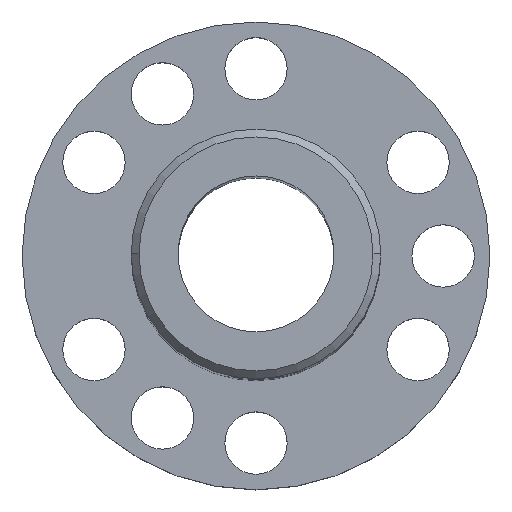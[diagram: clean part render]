
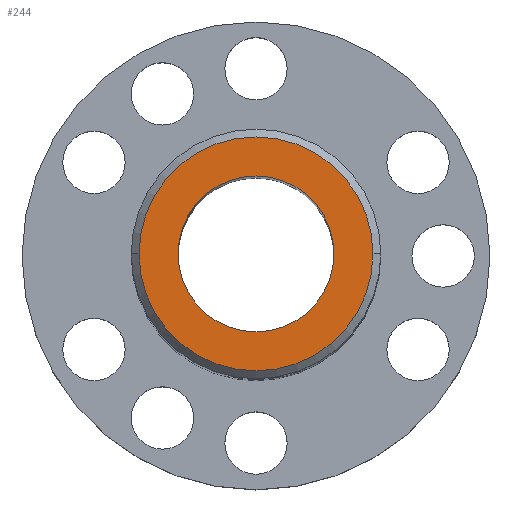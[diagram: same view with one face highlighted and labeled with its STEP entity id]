
A CAD part, top view. The second image highlights one B-rep face of the part: STEP entity #244.
In plain terms, the highlighted planar face has unit normal (0, 0, 1).
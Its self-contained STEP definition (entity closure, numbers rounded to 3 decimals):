
#6 = EDGE_LOOP ( 'NONE', ( #1266, #231 ) ) ;
#63 = EDGE_CURVE ( 'NONE', #404, #253, #1364, .T. ) ;
#73 = CARTESIAN_POINT ( 'NONE',  ( 7.5, 0., 80. ) ) ;
#82 = CARTESIAN_POINT ( 'NONE',  ( 0., 0., 80. ) ) ;
#93 = DIRECTION ( 'NONE',  ( 0., 0., 1. ) ) ;
#96 = CARTESIAN_POINT ( 'NONE',  ( 0., 0., 80. ) ) ;
#101 = CIRCLE ( 'NONE', #887, 7.5 ) ;
#146 = EDGE_CURVE ( 'NONE', #253, #404, #777, .T. ) ;
#155 = AXIS2_PLACEMENT_3D ( 'NONE', #218, #93, #1372 ) ;
#216 = CARTESIAN_POINT ( 'NONE',  ( 5., 0., 80. ) ) ;
#218 = CARTESIAN_POINT ( 'NONE',  ( 0., 0., 80. ) ) ;
#231 = ORIENTED_EDGE ( 'NONE', *, *, #785, .T. ) ;
#244 = ADVANCED_FACE ( 'NONE', ( #771, #880 ), #352, .T. ) ;
#253 = VERTEX_POINT ( 'NONE', #500 ) ;
#352 = PLANE ( 'NONE',  #1109 ) ;
#404 = VERTEX_POINT ( 'NONE', #216 ) ;
#430 = AXIS2_PLACEMENT_3D ( 'NONE', #1164, #532, #466 ) ;
#466 = DIRECTION ( 'NONE',  ( 1., 0., 0. ) ) ;
#500 = CARTESIAN_POINT ( 'NONE',  ( -5., 0., 80. ) ) ;
#532 = DIRECTION ( 'NONE',  ( 0., 0., 1. ) ) ;
#537 = DIRECTION ( 'NONE',  ( 1., 0., 0. ) ) ;
#564 = DIRECTION ( 'NONE',  ( 0., 0., 1. ) ) ;
#771 = FACE_OUTER_BOUND ( 'NONE', #6, .T. ) ;
#777 = CIRCLE ( 'NONE', #430, 5. ) ;
#785 = EDGE_CURVE ( 'NONE', #851, #807, #1292, .T. ) ;
#793 = AXIS2_PLACEMENT_3D ( 'NONE', #82, #1132, #1261 ) ;
#807 = VERTEX_POINT ( 'NONE', #1124 ) ;
#851 = VERTEX_POINT ( 'NONE', #73 ) ;
#880 = FACE_BOUND ( 'NONE', #1116, .T. ) ;
#887 = AXIS2_PLACEMENT_3D ( 'NONE', #96, #1077, #537 ) ;
#908 = EDGE_CURVE ( 'NONE', #807, #851, #101, .T. ) ;
#922 = ORIENTED_EDGE ( 'NONE', *, *, #63, .F. ) ;
#1077 = DIRECTION ( 'NONE',  ( 0., 0., 1. ) ) ;
#1106 = DIRECTION ( 'NONE',  ( 1., 0., 0. ) ) ;
#1109 = AXIS2_PLACEMENT_3D ( 'NONE', #1199, #564, #1106 ) ;
#1116 = EDGE_LOOP ( 'NONE', ( #1137, #922 ) ) ;
#1124 = CARTESIAN_POINT ( 'NONE',  ( -7.5, 0., 80. ) ) ;
#1132 = DIRECTION ( 'NONE',  ( 0., 0., 1. ) ) ;
#1137 = ORIENTED_EDGE ( 'NONE', *, *, #146, .F. ) ;
#1164 = CARTESIAN_POINT ( 'NONE',  ( 0., 0., 80. ) ) ;
#1199 = CARTESIAN_POINT ( 'NONE',  ( 0., 0., 80. ) ) ;
#1261 = DIRECTION ( 'NONE',  ( 1., 0., 0. ) ) ;
#1266 = ORIENTED_EDGE ( 'NONE', *, *, #908, .T. ) ;
#1292 = CIRCLE ( 'NONE', #793, 7.5 ) ;
#1364 = CIRCLE ( 'NONE', #155, 5. ) ;
#1372 = DIRECTION ( 'NONE',  ( 1., 0., 0. ) ) ;
